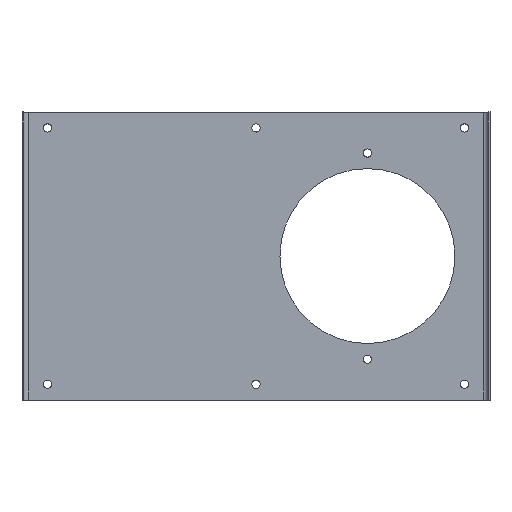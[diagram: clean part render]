
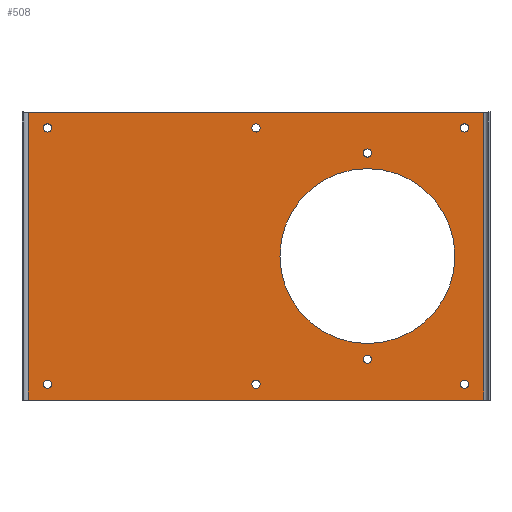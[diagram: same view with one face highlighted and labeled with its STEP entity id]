
A CAD part, top view. The second image highlights one B-rep face of the part: STEP entity #508.
In plain terms, the highlighted planar face has unit normal (0, 0, 1).
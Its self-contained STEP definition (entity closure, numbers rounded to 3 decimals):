
#54=CIRCLE('',#566,2.2);
#55=CIRCLE('',#567,2.2);
#56=CIRCLE('',#568,2.2);
#57=CIRCLE('',#569,2.2);
#58=CIRCLE('',#570,2.2);
#59=CIRCLE('',#571,2.2);
#60=CIRCLE('',#572,2.2);
#61=CIRCLE('',#573,2.2);
#62=CIRCLE('',#574,47.1);
#108=ORIENTED_EDGE('',*,*,#230,.T.);
#109=ORIENTED_EDGE('',*,*,#231,.T.);
#110=ORIENTED_EDGE('',*,*,#232,.T.);
#111=ORIENTED_EDGE('',*,*,#233,.T.);
#112=ORIENTED_EDGE('',*,*,#234,.T.);
#113=ORIENTED_EDGE('',*,*,#235,.T.);
#114=ORIENTED_EDGE('',*,*,#236,.T.);
#115=ORIENTED_EDGE('',*,*,#237,.T.);
#116=ORIENTED_EDGE('',*,*,#238,.F.);
#117=ORIENTED_EDGE('',*,*,#195,.F.);
#118=ORIENTED_EDGE('',*,*,#239,.F.);
#119=ORIENTED_EDGE('',*,*,#213,.F.);
#120=ORIENTED_EDGE('',*,*,#240,.F.);
#195=EDGE_CURVE('',#257,#258,#307,.T.);
#213=EDGE_CURVE('',#275,#276,#319,.T.);
#230=EDGE_CURVE('',#290,#290,#54,.T.);
#231=EDGE_CURVE('',#291,#291,#55,.T.);
#232=EDGE_CURVE('',#292,#292,#56,.T.);
#233=EDGE_CURVE('',#293,#293,#57,.T.);
#234=EDGE_CURVE('',#294,#294,#58,.T.);
#235=EDGE_CURVE('',#295,#295,#59,.T.);
#236=EDGE_CURVE('',#296,#296,#60,.T.);
#237=EDGE_CURVE('',#297,#297,#61,.T.);
#238=EDGE_CURVE('',#258,#275,#325,.T.);
#239=EDGE_CURVE('',#276,#257,#326,.T.);
#240=EDGE_CURVE('',#298,#298,#62,.T.);
#257=VERTEX_POINT('',#761);
#258=VERTEX_POINT('',#762);
#275=VERTEX_POINT('',#797);
#276=VERTEX_POINT('',#799);
#290=VERTEX_POINT('',#832);
#291=VERTEX_POINT('',#834);
#292=VERTEX_POINT('',#836);
#293=VERTEX_POINT('',#838);
#294=VERTEX_POINT('',#840);
#295=VERTEX_POINT('',#842);
#296=VERTEX_POINT('',#844);
#297=VERTEX_POINT('',#846);
#298=VERTEX_POINT('',#850);
#307=LINE('',#760,#335);
#319=LINE('',#798,#347);
#325=LINE('',#847,#353);
#326=LINE('',#848,#354);
#335=VECTOR('',#610,1000.);
#347=VECTOR('',#636,1000.);
#353=VECTOR('',#684,1000.);
#354=VECTOR('',#685,1000.);
#375=EDGE_LOOP('',(#108));
#376=EDGE_LOOP('',(#109));
#377=EDGE_LOOP('',(#110));
#378=EDGE_LOOP('',(#111));
#379=EDGE_LOOP('',(#112));
#380=EDGE_LOOP('',(#113));
#381=EDGE_LOOP('',(#114));
#382=EDGE_LOOP('',(#115));
#383=EDGE_LOOP('',(#116,#117,#118,#119));
#384=EDGE_LOOP('',(#120));
#441=FACE_BOUND('',#375,.T.);
#442=FACE_BOUND('',#376,.T.);
#443=FACE_BOUND('',#377,.T.);
#444=FACE_BOUND('',#378,.T.);
#445=FACE_BOUND('',#379,.T.);
#446=FACE_BOUND('',#380,.T.);
#447=FACE_BOUND('',#381,.T.);
#448=FACE_BOUND('',#382,.T.);
#449=FACE_BOUND('',#383,.T.);
#450=FACE_BOUND('',#384,.T.);
#498=PLANE('',#565);
#508=ADVANCED_FACE('',(#441,#442,#443,#444,#445,#446,#447,#448,#449,#450),
#498,.F.);
#565=AXIS2_PLACEMENT_3D('',#830,#666,#667);
#566=AXIS2_PLACEMENT_3D('',#831,#668,#669);
#567=AXIS2_PLACEMENT_3D('',#833,#670,#671);
#568=AXIS2_PLACEMENT_3D('',#835,#672,#673);
#569=AXIS2_PLACEMENT_3D('',#837,#674,#675);
#570=AXIS2_PLACEMENT_3D('',#839,#676,#677);
#571=AXIS2_PLACEMENT_3D('',#841,#678,#679);
#572=AXIS2_PLACEMENT_3D('',#843,#680,#681);
#573=AXIS2_PLACEMENT_3D('',#845,#682,#683);
#574=AXIS2_PLACEMENT_3D('',#849,#686,#687);
#610=DIRECTION('',(-1.,0.,0.));
#636=DIRECTION('',(1.,0.,0.));
#666=DIRECTION('',(0.,0.,-1.));
#667=DIRECTION('',(-1.,0.,0.));
#668=DIRECTION('',(0.,0.,-1.));
#669=DIRECTION('',(-1.,0.,0.));
#670=DIRECTION('',(0.,0.,-1.));
#671=DIRECTION('',(-1.,0.,0.));
#672=DIRECTION('',(0.,0.,-1.));
#673=DIRECTION('',(0.,1.,0.));
#674=DIRECTION('',(0.,0.,-1.));
#675=DIRECTION('',(0.,1.,0.));
#676=DIRECTION('',(0.,0.,-1.));
#677=DIRECTION('',(0.,1.,0.));
#678=DIRECTION('',(0.,0.,-1.));
#679=DIRECTION('',(0.,-1.,0.));
#680=DIRECTION('',(0.,0.,-1.));
#681=DIRECTION('',(0.,-1.,0.));
#682=DIRECTION('',(0.,0.,-1.));
#683=DIRECTION('',(0.,-1.,0.));
#684=DIRECTION('',(0.,1.,0.));
#685=DIRECTION('',(0.,-1.,0.));
#686=DIRECTION('',(0.,0.,1.));
#687=DIRECTION('',(1.,0.,0.));
#760=CARTESIAN_POINT('',(125.,-77.5,1.));
#761=CARTESIAN_POINT('',(122.5,-77.5,1.));
#762=CARTESIAN_POINT('',(-122.5,-77.5,1.));
#797=CARTESIAN_POINT('',(-122.5,77.5,1.));
#798=CARTESIAN_POINT('',(-125.,77.5,1.));
#799=CARTESIAN_POINT('',(122.5,77.5,1.));
#830=CARTESIAN_POINT('',(0.,0.,1.));
#831=CARTESIAN_POINT('',(60.,-55.5,1.));
#832=CARTESIAN_POINT('',(57.8,-55.5,1.));
#833=CARTESIAN_POINT('',(60.,55.5,1.));
#834=CARTESIAN_POINT('',(57.8,55.5,1.));
#835=CARTESIAN_POINT('',(112.26,69.,1.));
#836=CARTESIAN_POINT('',(112.26,71.2,1.));
#837=CARTESIAN_POINT('',(-112.26,69.,1.));
#838=CARTESIAN_POINT('',(-112.26,71.2,1.));
#839=CARTESIAN_POINT('',(0.,69.,1.));
#840=CARTESIAN_POINT('',(0.,71.2,1.));
#841=CARTESIAN_POINT('',(112.26,-69.,1.));
#842=CARTESIAN_POINT('',(112.26,-71.2,1.));
#843=CARTESIAN_POINT('',(-112.26,-69.,1.));
#844=CARTESIAN_POINT('',(-112.26,-71.2,1.));
#845=CARTESIAN_POINT('',(0.,-69.,1.));
#846=CARTESIAN_POINT('',(0.,-71.2,1.));
#847=CARTESIAN_POINT('',(-122.5,-77.5,1.));
#848=CARTESIAN_POINT('',(122.5,77.5,1.));
#849=CARTESIAN_POINT('',(60.,0.,1.));
#850=CARTESIAN_POINT('',(107.1,0.,1.));
